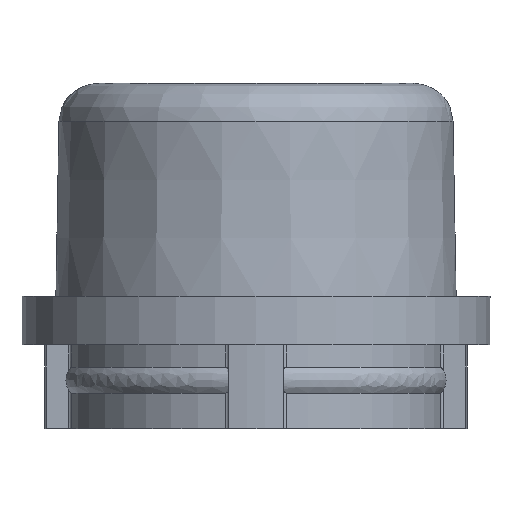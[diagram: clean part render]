
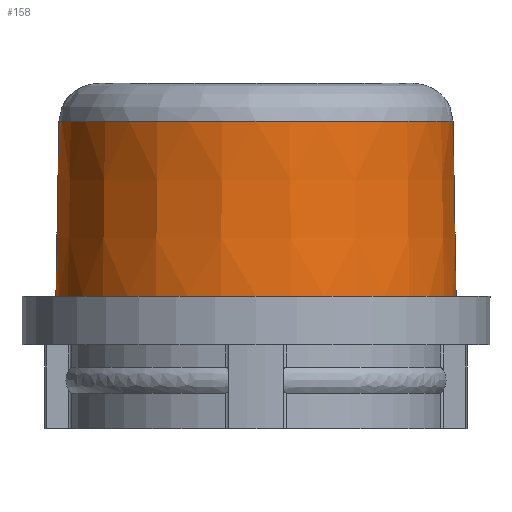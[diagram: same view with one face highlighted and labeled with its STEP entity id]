
A CAD part, left-side view. The second image highlights one B-rep face of the part: STEP entity #158.
In plain terms, the highlighted conical face has half-angle 1 degrees and reference radius 6.103 mm.
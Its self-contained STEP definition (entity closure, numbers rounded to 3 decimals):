
#49=CONICAL_SURFACE('',#1192,6.103,1.);
#68=FACE_BOUND('',#311,.T.);
#69=FACE_BOUND('',#312,.T.);
#158=ADVANCED_FACE('',(#68,#69),#49,.T.);
#311=EDGE_LOOP('',(#576));
#312=EDGE_LOOP('',(#577));
#576=ORIENTED_EDGE('',*,*,#975,.T.);
#577=ORIENTED_EDGE('',*,*,#974,.T.);
#849=VERTEX_POINT('',#1765);
#850=VERTEX_POINT('',#1802);
#974=EDGE_CURVE('',#849,#849,#1101,.T.);
#975=EDGE_CURVE('',#850,#850,#1102,.T.);
#1101=CIRCLE('',#1190,6.105);
#1102=CIRCLE('',#1191,6.2);
#1190=AXIS2_PLACEMENT_3D('',#1764,#1382,#1383);
#1191=AXIS2_PLACEMENT_3D('',#1801,#1384,#1385);
#1192=AXIS2_PLACEMENT_3D('',#1803,#1386,#1387);
#1382=DIRECTION('',(0.,0.,-1.));
#1383=DIRECTION('',(0.866,0.5,0.));
#1384=DIRECTION('',(0.,0.,1.));
#1385=DIRECTION('',(0.866,0.5,0.));
#1386=DIRECTION('',(0.,0.,-1.));
#1387=DIRECTION('',(0.866,0.5,0.));
#1764=CARTESIAN_POINT('',(49.68,-95.755,-27.083));
#1765=CARTESIAN_POINT('',(54.967,-92.702,-27.083));
#1801=CARTESIAN_POINT('',(49.68,-95.755,-32.504));
#1802=CARTESIAN_POINT('',(55.049,-92.655,-32.504));
#1803=CARTESIAN_POINT('',(49.68,-95.755,-26.965));
